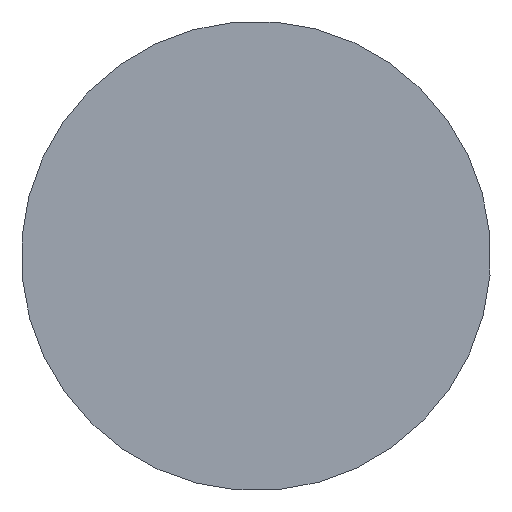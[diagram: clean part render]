
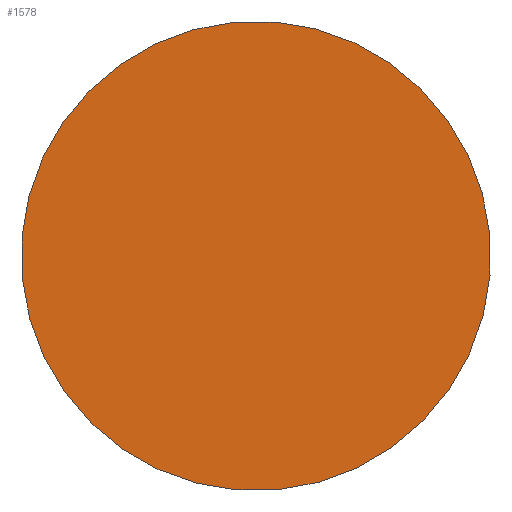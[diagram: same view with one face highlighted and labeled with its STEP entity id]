
A CAD part, front view. The second image highlights one B-rep face of the part: STEP entity #1578.
In plain terms, the highlighted planar face has unit normal (0, -1, 0).
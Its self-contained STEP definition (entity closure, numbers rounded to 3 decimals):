
#129=PLANE('',#1793);
#217=FACE_OUTER_BOUND('',#317,.T.);
#317=EDGE_LOOP('',(#1432,#1433));
#607=CIRCLE('',#1791,12.5);
#608=CIRCLE('',#1792,12.5);
#764=VERTEX_POINT('',#2777);
#765=VERTEX_POINT('',#2778);
#989=EDGE_CURVE('',#764,#765,#607,.T.);
#990=EDGE_CURVE('',#765,#764,#608,.T.);
#1432=ORIENTED_EDGE('',*,*,#989,.T.);
#1433=ORIENTED_EDGE('',*,*,#990,.T.);
#1578=ADVANCED_FACE('',(#217),#129,.T.);
#1791=AXIS2_PLACEMENT_3D('',#2779,#2251,#2252);
#1792=AXIS2_PLACEMENT_3D('',#2780,#2253,#2254);
#1793=AXIS2_PLACEMENT_3D('',#2782,#2256,#2257);
#2251=DIRECTION('center_axis',(0.,-1.,0.));
#2252=DIRECTION('ref_axis',(-0.081,0.,-0.997));
#2253=DIRECTION('center_axis',(0.,-1.,0.));
#2254=DIRECTION('ref_axis',(-0.081,0.,-0.997));
#2256=DIRECTION('center_axis',(0.,-1.,0.));
#2257=DIRECTION('ref_axis',(-0.997,0.,0.081));
#2777=CARTESIAN_POINT('',(-1.018,-28.477,-12.458));
#2778=CARTESIAN_POINT('',(1.018,-28.477,12.458));
#2779=CARTESIAN_POINT('Origin',(0.,-28.477,
0.));
#2780=CARTESIAN_POINT('Origin',(0.,-28.477,
0.));
#2782=CARTESIAN_POINT('Origin',(0.,-28.477,
0.));
